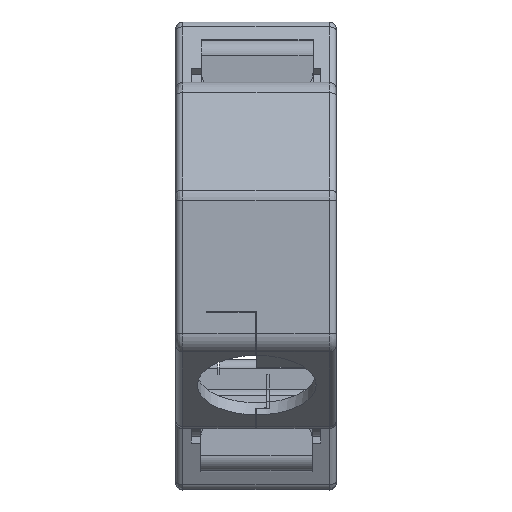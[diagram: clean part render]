
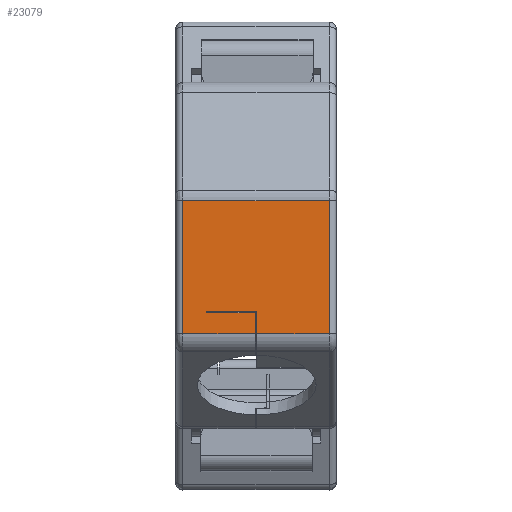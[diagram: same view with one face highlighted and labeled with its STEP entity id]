
A CAD part, top view. The second image highlights one B-rep face of the part: STEP entity #23079.
In plain terms, the highlighted planar face has unit normal (0, 0, 1).
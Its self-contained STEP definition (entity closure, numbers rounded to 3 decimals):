
#4916=CARTESIAN_POINT('',(10.8,47.418,9.));
#4917=VERTEX_POINT('',#4916);
#4918=CARTESIAN_POINT('',(10.8,37.879,9.));
#4919=VERTEX_POINT('',#4918);
#4920=CARTESIAN_POINT('',(10.8,47.418,9.));
#4921=DIRECTION('',(0.,-1.,0.));
#4922=VECTOR('',#4921,9.539);
#4923=LINE('',#4920,#4922);
#4924=EDGE_CURVE('',#4917,#4919,#4923,.T.);
#6606=CARTESIAN_POINT('',(5.6,37.879,9.));
#6607=VERTEX_POINT('',#6606);
#6608=CARTESIAN_POINT('',(10.8,37.879,9.));
#6609=DIRECTION('',(-1.,0.,0.));
#6610=VECTOR('',#6609,5.2);
#6611=LINE('',#6608,#6610);
#6612=EDGE_CURVE('',#4919,#6607,#6611,.T.);
#7959=CARTESIAN_POINT('',(5.6,39.477,9.));
#7960=VERTEX_POINT('',#7959);
#7961=CARTESIAN_POINT('',(5.6,37.879,9.));
#7962=DIRECTION('',(0.,1.,0.));
#7963=VECTOR('',#7962,1.598);
#7964=LINE('',#7961,#7963);
#7965=EDGE_CURVE('',#6607,#7960,#7964,.T.);
#10025=CARTESIAN_POINT('',(2.,39.477,9.));
#10026=VERTEX_POINT('',#10025);
#10040=CARTESIAN_POINT('',(5.6,39.477,9.));
#10041=DIRECTION('',(-1.,0.,0.));
#10042=VECTOR('',#10041,3.6);
#10043=LINE('',#10040,#10042);
#10044=EDGE_CURVE('',#7960,#10026,#10043,.T.);
#10091=CARTESIAN_POINT('',(0.3,47.418,9.));
#10092=VERTEX_POINT('',#10091);
#10100=CARTESIAN_POINT('',(10.8,47.418,9.));
#10101=DIRECTION('',(-1.,0.,0.));
#10102=VECTOR('',#10101,10.5);
#10103=LINE('',#10100,#10102);
#10104=EDGE_CURVE('',#4917,#10092,#10103,.T.);
#20733=CARTESIAN_POINT('',(2.,39.377,9.));
#20734=VERTEX_POINT('',#20733);
#20956=CARTESIAN_POINT('',(2.,39.377,9.));
#20957=DIRECTION('',(0.,1.,0.));
#20958=VECTOR('',#20957,0.1);
#20959=LINE('',#20956,#20958);
#20960=EDGE_CURVE('',#20734,#10026,#20959,.T.);
#22489=CARTESIAN_POINT('',(5.5,39.377,9.));
#22490=VERTEX_POINT('',#22489);
#22491=CARTESIAN_POINT('',(5.5,39.377,9.));
#22492=DIRECTION('',(-1.,0.,0.));
#22493=VECTOR('',#22492,3.5);
#22494=LINE('',#22491,#22493);
#22495=EDGE_CURVE('',#22490,#20734,#22494,.T.);
#23043=CARTESIAN_POINT('',(5.8,41.373,9.));
#23044=DIRECTION('',(0.,-1.,0.));
#23045=DIRECTION('',(0.,0.,1.));
#23046=AXIS2_PLACEMENT_3D('',#23043,#23045,#23044);
#23047=PLANE('',#23046);
#23048=CARTESIAN_POINT('',(0.3,37.879,9.));
#23049=VERTEX_POINT('',#23048);
#23050=CARTESIAN_POINT('',(0.3,37.879,9.));
#23051=DIRECTION('',(0.,1.,0.));
#23052=VECTOR('',#23051,9.539);
#23053=LINE('',#23050,#23052);
#23054=EDGE_CURVE('',#23049,#10092,#23053,.T.);
#23055=ORIENTED_EDGE('',*,*,#23054,.F.);
#23056=CARTESIAN_POINT('',(5.5,37.879,9.));
#23057=VERTEX_POINT('',#23056);
#23058=CARTESIAN_POINT('',(0.3,37.879,9.));
#23059=DIRECTION('',(1.,0.,0.));
#23060=VECTOR('',#23059,5.2);
#23061=LINE('',#23058,#23060);
#23062=EDGE_CURVE('',#23049,#23057,#23061,.T.);
#23063=ORIENTED_EDGE('',*,*,#23062,.T.);
#23064=CARTESIAN_POINT('',(5.5,37.879,9.));
#23065=DIRECTION('',(0.,1.,0.));
#23066=VECTOR('',#23065,1.498);
#23067=LINE('',#23064,#23066);
#23068=EDGE_CURVE('',#23057,#22490,#23067,.T.);
#23069=ORIENTED_EDGE('',*,*,#23068,.T.);
#23070=ORIENTED_EDGE('',*,*,#22495,.T.);
#23071=ORIENTED_EDGE('',*,*,#20960,.T.);
#23072=ORIENTED_EDGE('',*,*,#10044,.F.);
#23073=ORIENTED_EDGE('',*,*,#7965,.F.);
#23074=ORIENTED_EDGE('',*,*,#6612,.F.);
#23075=ORIENTED_EDGE('',*,*,#4924,.F.);
#23076=ORIENTED_EDGE('',*,*,#10104,.T.);
#23077=EDGE_LOOP('',(#23055,#23063,#23069,#23070,#23071,#23072,#23073,#23074,#23075,#23076));
#23078=FACE_OUTER_BOUND('',#23077,.T.);
#23079=ADVANCED_FACE('',(#23078),#23047,.T.);
